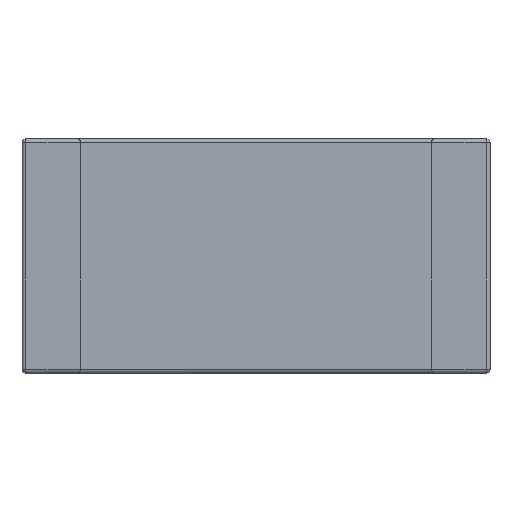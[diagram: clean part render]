
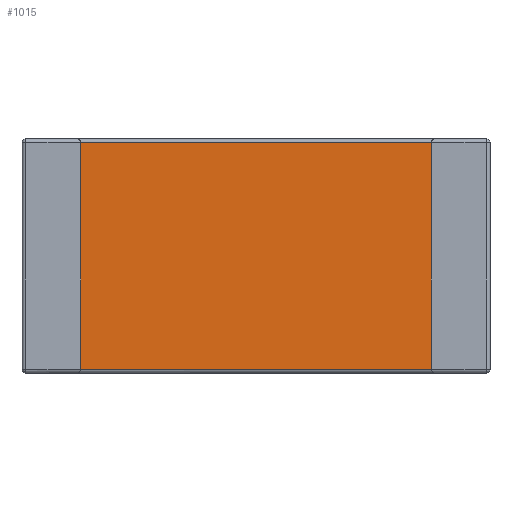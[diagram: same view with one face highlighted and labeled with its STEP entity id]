
A CAD part, top view. The second image highlights one B-rep face of the part: STEP entity #1015.
In plain terms, the highlighted planar face has unit normal (0, 0, 1).
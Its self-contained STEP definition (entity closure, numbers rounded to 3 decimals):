
#47=PLANE('',#1129);
#144=LINE('',#1716,#239);
#145=LINE('',#1719,#240);
#146=LINE('',#1721,#241);
#147=LINE('',#1722,#242);
#239=VECTOR('',#1426,10.);
#240=VECTOR('',#1429,10.);
#241=VECTOR('',#1430,10.);
#242=VECTOR('',#1431,10.);
#334=FACE_OUTER_BOUND('',#400,.T.);
#400=EDGE_LOOP('',(#913,#914,#915,#916));
#513=VERTEX_POINT('',#1709);
#516=VERTEX_POINT('',#1714);
#517=VERTEX_POINT('',#1718);
#518=VERTEX_POINT('',#1720);
#650=EDGE_CURVE('',#516,#513,#144,.T.);
#651=EDGE_CURVE('',#517,#516,#145,.T.);
#652=EDGE_CURVE('',#518,#517,#146,.T.);
#653=EDGE_CURVE('',#513,#518,#147,.T.);
#913=ORIENTED_EDGE('',*,*,#650,.F.);
#914=ORIENTED_EDGE('',*,*,#651,.F.);
#915=ORIENTED_EDGE('',*,*,#652,.F.);
#916=ORIENTED_EDGE('',*,*,#653,.F.);
#1015=ADVANCED_FACE('',(#334),#47,.T.);
#1129=AXIS2_PLACEMENT_3D('',#1717,#1427,#1428);
#1426=DIRECTION('',(1.,0.,0.));
#1427=DIRECTION('center_axis',(0.,0.,1.));
#1428=DIRECTION('ref_axis',(1.,0.,0.));
#1429=DIRECTION('',(0.,1.,0.));
#1430=DIRECTION('',(-1.,0.,0.));
#1431=DIRECTION('',(0.,-1.,0.));
#1709=CARTESIAN_POINT('',(1.2,0.775,0.55));
#1714=CARTESIAN_POINT('',(-1.2,0.775,0.55));
#1716=CARTESIAN_POINT('',(0.575,0.775,0.55));
#1717=CARTESIAN_POINT('Origin',(0.,0.,0.55));
#1718=CARTESIAN_POINT('',(-1.2,-0.775,0.55));
#1719=CARTESIAN_POINT('',(-1.2,0.4,0.55));
#1720=CARTESIAN_POINT('',(1.2,-0.775,0.55));
#1721=CARTESIAN_POINT('',(-0.575,-0.775,0.55));
#1722=CARTESIAN_POINT('',(1.2,-0.4,0.55));
